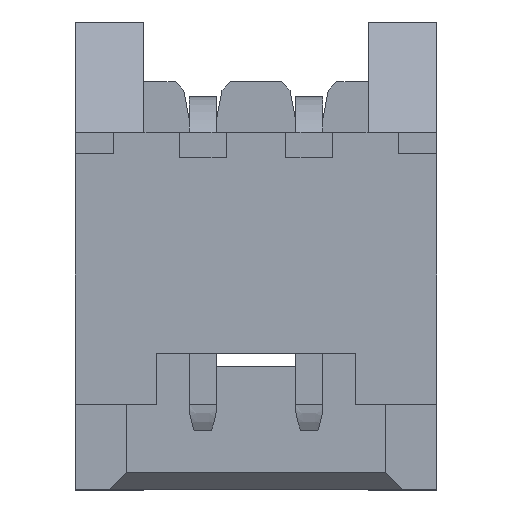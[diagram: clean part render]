
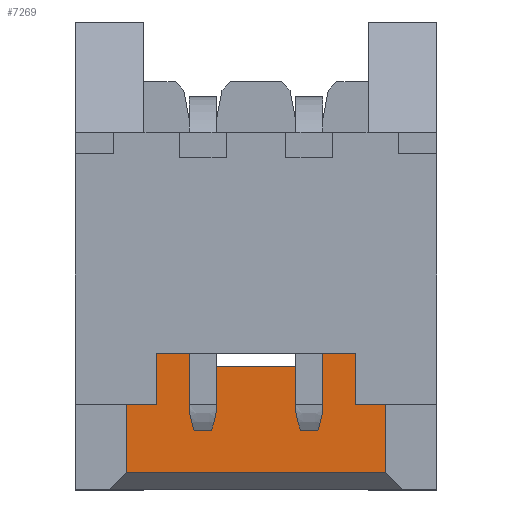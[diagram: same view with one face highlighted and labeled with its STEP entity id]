
A CAD part, top view. The second image highlights one B-rep face of the part: STEP entity #7269.
In plain terms, the highlighted planar face has unit normal (0, 0, 1).
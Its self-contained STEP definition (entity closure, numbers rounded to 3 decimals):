
#982 = PLANE('',#983);
#983 = AXIS2_PLACEMENT_3D('',#984,#985,#986);
#984 = CARTESIAN_POINT('',(0.625,-3.,1.8));
#985 = DIRECTION('',(0.,-1.,0.));
#986 = DIRECTION('',(-1.,0.,0.));
#1010 = PLANE('',#1011);
#1011 = AXIS2_PLACEMENT_3D('',#1012,#1013,#1014);
#1012 = CARTESIAN_POINT('',(0.075,-3.,0.75));
#1013 = DIRECTION('',(-1.,0.,0.));
#1014 = DIRECTION('',(0.,0.,-1.));
#1038 = PLANE('',#1039);
#1039 = AXIS2_PLACEMENT_3D('',#1040,#1041,#1042);
#1040 = CARTESIAN_POINT('',(0.625,-1.85,1.8));
#1041 = DIRECTION('',(0.,-1.,0.));
#1042 = DIRECTION('',(-1.,0.,0.));
#1064 = PLANE('',#1065);
#1065 = AXIS2_PLACEMENT_3D('',#1066,#1067,#1068);
#1066 = CARTESIAN_POINT('',(1.175,-3.,0.35));
#1067 = DIRECTION('',(1.,0.,0.));
#1068 = DIRECTION('',(0.,0.,1.));
#2930 = PLANE('',#2931);
#2931 = AXIS2_PLACEMENT_3D('',#2932,#2933,#2934);
#2932 = CARTESIAN_POINT('',(-0.9,-4.45,0.55));
#2933 = DIRECTION('',(0.,-0.707,0.707));
#2934 = DIRECTION('',(1.,0.,0.));
#3788 = EDGE_CURVE('',#3789,#3791,#3793,.T.);
#3789 = VERTEX_POINT('',#3790);
#3790 = CARTESIAN_POINT('',(1.175,-3.,0.75));
#3791 = VERTEX_POINT('',#3792);
#3792 = CARTESIAN_POINT('',(0.075,-3.,0.75));
#3793 = SURFACE_CURVE('',#3794,(#3798,#3805),.PCURVE_S1.);
#3794 = LINE('',#3795,#3796);
#3795 = CARTESIAN_POINT('',(1.175,-3.,0.75));
#3796 = VECTOR('',#3797,1.);
#3797 = DIRECTION('',(-1.,0.,0.));
#3798 = PCURVE('',#982,#3799);
#3799 = DEFINITIONAL_REPRESENTATION('',(#3800),#3804);
#3800 = LINE('',#3801,#3802);
#3801 = CARTESIAN_POINT('',(-0.55,1.05));
#3802 = VECTOR('',#3803,1.);
#3803 = DIRECTION('',(1.,0.));
#3804 = ( GEOMETRIC_REPRESENTATION_CONTEXT(2) 
PARAMETRIC_REPRESENTATION_CONTEXT() REPRESENTATION_CONTEXT('2D SPACE',''
  ) );
#3805 = PCURVE('',#3806,#3811);
#3806 = PLANE('',#3807);
#3807 = AXIS2_PLACEMENT_3D('',#3808,#3809,#3810);
#3808 = CARTESIAN_POINT('',(-0.9,-4.45,0.75));
#3809 = DIRECTION('',(0.,0.,-1.));
#3810 = DIRECTION('',(1.,0.,0.));
#3811 = DEFINITIONAL_REPRESENTATION('',(#3812),#3816);
#3812 = LINE('',#3813,#3814);
#3813 = CARTESIAN_POINT('',(2.075,-1.45));
#3814 = VECTOR('',#3815,1.);
#3815 = DIRECTION('',(-1.,0.));
#3816 = ( GEOMETRIC_REPRESENTATION_CONTEXT(2) 
PARAMETRIC_REPRESENTATION_CONTEXT() REPRESENTATION_CONTEXT('2D SPACE',''
  ) );
#3864 = EDGE_CURVE('',#3865,#3789,#3867,.T.);
#3865 = VERTEX_POINT('',#3866);
#3866 = CARTESIAN_POINT('',(1.175,-1.85,0.75));
#3867 = SURFACE_CURVE('',#3868,(#3872,#3879),.PCURVE_S1.);
#3868 = LINE('',#3869,#3870);
#3869 = CARTESIAN_POINT('',(1.175,-1.85,0.75));
#3870 = VECTOR('',#3871,1.);
#3871 = DIRECTION('',(0.,-1.,0.));
#3872 = PCURVE('',#1064,#3873);
#3873 = DEFINITIONAL_REPRESENTATION('',(#3874),#3878);
#3874 = LINE('',#3875,#3876);
#3875 = CARTESIAN_POINT('',(0.4,-1.15));
#3876 = VECTOR('',#3877,1.);
#3877 = DIRECTION('',(0.,1.));
#3878 = ( GEOMETRIC_REPRESENTATION_CONTEXT(2) 
PARAMETRIC_REPRESENTATION_CONTEXT() REPRESENTATION_CONTEXT('2D SPACE',''
  ) );
#3879 = PCURVE('',#3806,#3880);
#3880 = DEFINITIONAL_REPRESENTATION('',(#3881),#3885);
#3881 = LINE('',#3882,#3883);
#3882 = CARTESIAN_POINT('',(2.075,-2.6));
#3883 = VECTOR('',#3884,1.);
#3884 = DIRECTION('',(0.,1.));
#3885 = ( GEOMETRIC_REPRESENTATION_CONTEXT(2) 
PARAMETRIC_REPRESENTATION_CONTEXT() REPRESENTATION_CONTEXT('2D SPACE',''
  ) );
#3913 = EDGE_CURVE('',#3914,#3791,#3916,.T.);
#3914 = VERTEX_POINT('',#3915);
#3915 = CARTESIAN_POINT('',(0.075,-1.85,0.75));
#3916 = SURFACE_CURVE('',#3917,(#3921,#3928),.PCURVE_S1.);
#3917 = LINE('',#3918,#3919);
#3918 = CARTESIAN_POINT('',(0.075,-1.85,0.75));
#3919 = VECTOR('',#3920,1.);
#3920 = DIRECTION('',(0.,-1.,0.));
#3921 = PCURVE('',#1010,#3922);
#3922 = DEFINITIONAL_REPRESENTATION('',(#3923),#3927);
#3923 = LINE('',#3924,#3925);
#3924 = CARTESIAN_POINT('',(0.,-1.15));
#3925 = VECTOR('',#3926,1.);
#3926 = DIRECTION('',(0.,1.));
#3927 = ( GEOMETRIC_REPRESENTATION_CONTEXT(2) 
PARAMETRIC_REPRESENTATION_CONTEXT() REPRESENTATION_CONTEXT('2D SPACE',''
  ) );
#3928 = PCURVE('',#3806,#3929);
#3929 = DEFINITIONAL_REPRESENTATION('',(#3930),#3934);
#3930 = LINE('',#3931,#3932);
#3931 = CARTESIAN_POINT('',(0.975,-2.6));
#3932 = VECTOR('',#3933,1.);
#3933 = DIRECTION('',(0.,1.));
#3934 = ( GEOMETRIC_REPRESENTATION_CONTEXT(2) 
PARAMETRIC_REPRESENTATION_CONTEXT() REPRESENTATION_CONTEXT('2D SPACE',''
  ) );
#3964 = EDGE_CURVE('',#3865,#3914,#3965,.T.);
#3965 = SURFACE_CURVE('',#3966,(#3970,#3977),.PCURVE_S1.);
#3966 = LINE('',#3967,#3968);
#3967 = CARTESIAN_POINT('',(1.175,-1.85,0.75));
#3968 = VECTOR('',#3969,1.);
#3969 = DIRECTION('',(-1.,0.,0.));
#3970 = PCURVE('',#1038,#3971);
#3971 = DEFINITIONAL_REPRESENTATION('',(#3972),#3976);
#3972 = LINE('',#3973,#3974);
#3973 = CARTESIAN_POINT('',(-0.55,1.05));
#3974 = VECTOR('',#3975,1.);
#3975 = DIRECTION('',(1.,0.));
#3976 = ( GEOMETRIC_REPRESENTATION_CONTEXT(2) 
PARAMETRIC_REPRESENTATION_CONTEXT() REPRESENTATION_CONTEXT('2D SPACE',''
  ) );
#3977 = PCURVE('',#3806,#3978);
#3978 = DEFINITIONAL_REPRESENTATION('',(#3979),#3983);
#3979 = LINE('',#3980,#3981);
#3980 = CARTESIAN_POINT('',(2.075,-2.6));
#3981 = VECTOR('',#3982,1.);
#3982 = DIRECTION('',(-1.,0.));
#3983 = ( GEOMETRIC_REPRESENTATION_CONTEXT(2) 
PARAMETRIC_REPRESENTATION_CONTEXT() REPRESENTATION_CONTEXT('2D SPACE',''
  ) );
#5886 = PLANE('',#5887);
#5887 = AXIS2_PLACEMENT_3D('',#5888,#5889,#5890);
#5888 = CARTESIAN_POINT('',(0.625,-1.5,1.8));
#5889 = DIRECTION('',(0.,-1.,0.));
#5890 = DIRECTION('',(-1.,0.,0.));
#6345 = PLANE('',#6346);
#6346 = AXIS2_PLACEMENT_3D('',#6347,#6348,#6349);
#6347 = CARTESIAN_POINT('',(-0.9,-4.45,3.15));
#6348 = DIRECTION('',(-1.,0.,0.));
#6349 = DIRECTION('',(0.,0.,-1.));
#6406 = VERTEX_POINT('',#6407);
#6407 = CARTESIAN_POINT('',(-0.9,-4.25,0.75));
#6455 = EDGE_CURVE('',#6406,#6456,#6458,.T.);
#6456 = VERTEX_POINT('',#6457);
#6457 = CARTESIAN_POINT('',(2.15,-4.25,0.75));
#6458 = SURFACE_CURVE('',#6459,(#6463,#6470),.PCURVE_S1.);
#6459 = LINE('',#6460,#6461);
#6460 = CARTESIAN_POINT('',(-0.9,-4.25,0.75));
#6461 = VECTOR('',#6462,1.);
#6462 = DIRECTION('',(1.,0.,0.));
#6463 = PCURVE('',#2930,#6464);
#6464 = DEFINITIONAL_REPRESENTATION('',(#6465),#6469);
#6465 = LINE('',#6466,#6467);
#6466 = CARTESIAN_POINT('',(0.,0.283));
#6467 = VECTOR('',#6468,1.);
#6468 = DIRECTION('',(1.,0.));
#6469 = ( GEOMETRIC_REPRESENTATION_CONTEXT(2) 
PARAMETRIC_REPRESENTATION_CONTEXT() REPRESENTATION_CONTEXT('2D SPACE',''
  ) );
#6470 = PCURVE('',#3806,#6471);
#6471 = DEFINITIONAL_REPRESENTATION('',(#6472),#6476);
#6472 = LINE('',#6473,#6474);
#6473 = CARTESIAN_POINT('',(0.,-0.2));
#6474 = VECTOR('',#6475,1.);
#6475 = DIRECTION('',(1.,0.));
#6476 = ( GEOMETRIC_REPRESENTATION_CONTEXT(2) 
PARAMETRIC_REPRESENTATION_CONTEXT() REPRESENTATION_CONTEXT('2D SPACE',''
  ) );
#6541 = PLANE('',#6542);
#6542 = AXIS2_PLACEMENT_3D('',#6543,#6544,#6545);
#6543 = CARTESIAN_POINT('',(2.15,-4.45,0.75));
#6544 = DIRECTION('',(1.,0.,0.));
#6545 = DIRECTION('',(0.,0.,1.));
#7269 = ADVANCED_FACE('',(#7270,#7340),#3806,.F.);
#7270 = FACE_BOUND('',#7271,.F.);
#7271 = EDGE_LOOP('',(#7272,#7273,#7296,#7319));
#7272 = ORIENTED_EDGE('',*,*,#6455,.F.);
#7273 = ORIENTED_EDGE('',*,*,#7274,.T.);
#7274 = EDGE_CURVE('',#6406,#7275,#7277,.T.);
#7275 = VERTEX_POINT('',#7276);
#7276 = CARTESIAN_POINT('',(-0.9,-1.5,0.75));
#7277 = SURFACE_CURVE('',#7278,(#7282,#7289),.PCURVE_S1.);
#7278 = LINE('',#7279,#7280);
#7279 = CARTESIAN_POINT('',(-0.9,-4.25,0.75));
#7280 = VECTOR('',#7281,1.);
#7281 = DIRECTION('',(0.,1.,0.));
#7282 = PCURVE('',#3806,#7283);
#7283 = DEFINITIONAL_REPRESENTATION('',(#7284),#7288);
#7284 = LINE('',#7285,#7286);
#7285 = CARTESIAN_POINT('',(0.,-0.2));
#7286 = VECTOR('',#7287,1.);
#7287 = DIRECTION('',(0.,-1.));
#7288 = ( GEOMETRIC_REPRESENTATION_CONTEXT(2) 
PARAMETRIC_REPRESENTATION_CONTEXT() REPRESENTATION_CONTEXT('2D SPACE',''
  ) );
#7289 = PCURVE('',#6345,#7290);
#7290 = DEFINITIONAL_REPRESENTATION('',(#7291),#7295);
#7291 = LINE('',#7292,#7293);
#7292 = CARTESIAN_POINT('',(2.4,-0.2));
#7293 = VECTOR('',#7294,1.);
#7294 = DIRECTION('',(0.,-1.));
#7295 = ( GEOMETRIC_REPRESENTATION_CONTEXT(2) 
PARAMETRIC_REPRESENTATION_CONTEXT() REPRESENTATION_CONTEXT('2D SPACE',''
  ) );
#7296 = ORIENTED_EDGE('',*,*,#7297,.T.);
#7297 = EDGE_CURVE('',#7275,#7298,#7300,.T.);
#7298 = VERTEX_POINT('',#7299);
#7299 = CARTESIAN_POINT('',(2.15,-1.5,0.75));
#7300 = SURFACE_CURVE('',#7301,(#7305,#7312),.PCURVE_S1.);
#7301 = LINE('',#7302,#7303);
#7302 = CARTESIAN_POINT('',(-0.9,-1.5,0.75));
#7303 = VECTOR('',#7304,1.);
#7304 = DIRECTION('',(1.,0.,0.));
#7305 = PCURVE('',#3806,#7306);
#7306 = DEFINITIONAL_REPRESENTATION('',(#7307),#7311);
#7307 = LINE('',#7308,#7309);
#7308 = CARTESIAN_POINT('',(0.,-2.95));
#7309 = VECTOR('',#7310,1.);
#7310 = DIRECTION('',(1.,0.));
#7311 = ( GEOMETRIC_REPRESENTATION_CONTEXT(2) 
PARAMETRIC_REPRESENTATION_CONTEXT() REPRESENTATION_CONTEXT('2D SPACE',''
  ) );
#7312 = PCURVE('',#5886,#7313);
#7313 = DEFINITIONAL_REPRESENTATION('',(#7314),#7318);
#7314 = LINE('',#7315,#7316);
#7315 = CARTESIAN_POINT('',(1.525,1.05));
#7316 = VECTOR('',#7317,1.);
#7317 = DIRECTION('',(-1.,0.));
#7318 = ( GEOMETRIC_REPRESENTATION_CONTEXT(2) 
PARAMETRIC_REPRESENTATION_CONTEXT() REPRESENTATION_CONTEXT('2D SPACE',''
  ) );
#7319 = ORIENTED_EDGE('',*,*,#7320,.F.);
#7320 = EDGE_CURVE('',#6456,#7298,#7321,.T.);
#7321 = SURFACE_CURVE('',#7322,(#7326,#7333),.PCURVE_S1.);
#7322 = LINE('',#7323,#7324);
#7323 = CARTESIAN_POINT('',(2.15,-4.25,0.75));
#7324 = VECTOR('',#7325,1.);
#7325 = DIRECTION('',(0.,1.,0.));
#7326 = PCURVE('',#3806,#7327);
#7327 = DEFINITIONAL_REPRESENTATION('',(#7328),#7332);
#7328 = LINE('',#7329,#7330);
#7329 = CARTESIAN_POINT('',(3.05,-0.2));
#7330 = VECTOR('',#7331,1.);
#7331 = DIRECTION('',(0.,-1.));
#7332 = ( GEOMETRIC_REPRESENTATION_CONTEXT(2) 
PARAMETRIC_REPRESENTATION_CONTEXT() REPRESENTATION_CONTEXT('2D SPACE',''
  ) );
#7333 = PCURVE('',#6541,#7334);
#7334 = DEFINITIONAL_REPRESENTATION('',(#7335),#7339);
#7335 = LINE('',#7336,#7337);
#7336 = CARTESIAN_POINT('',(0.,-0.2));
#7337 = VECTOR('',#7338,1.);
#7338 = DIRECTION('',(0.,-1.));
#7339 = ( GEOMETRIC_REPRESENTATION_CONTEXT(2) 
PARAMETRIC_REPRESENTATION_CONTEXT() REPRESENTATION_CONTEXT('2D SPACE',''
  ) );
#7340 = FACE_BOUND('',#7341,.F.);
#7341 = EDGE_LOOP('',(#7342,#7343,#7344,#7345));
#7342 = ORIENTED_EDGE('',*,*,#3788,.F.);
#7343 = ORIENTED_EDGE('',*,*,#3864,.F.);
#7344 = ORIENTED_EDGE('',*,*,#3964,.T.);
#7345 = ORIENTED_EDGE('',*,*,#3913,.T.);
